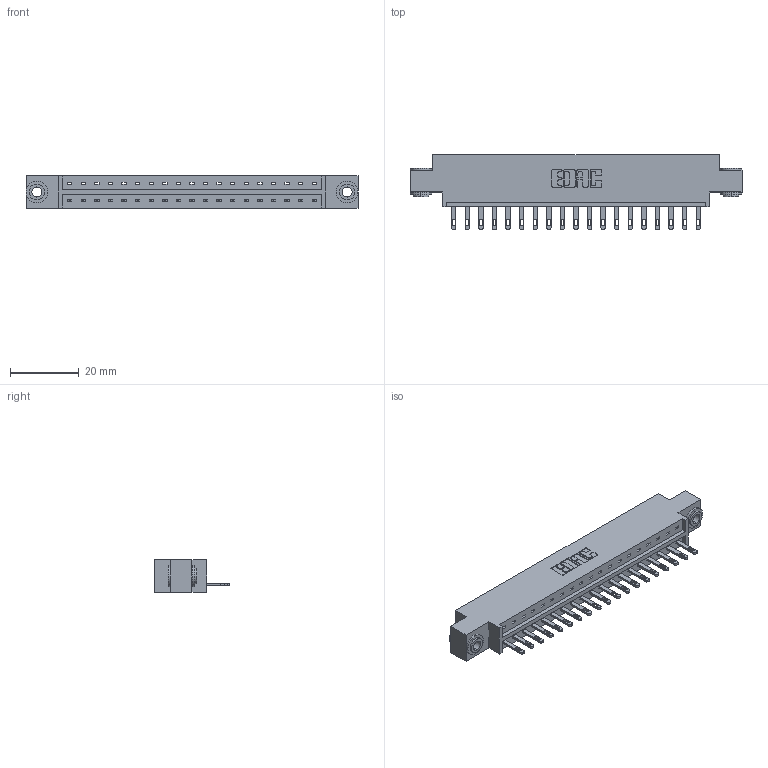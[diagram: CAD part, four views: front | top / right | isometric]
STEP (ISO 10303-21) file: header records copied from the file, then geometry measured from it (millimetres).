
FILE_DESCRIPTION (( 'STEP AP203' ), '1' );
FILE_NAME ('333-019-500-603.STEP', '2018-08-01T22:58:44', ( '' ), ( '' ), 'SwSTEP 2.0', 'SolidWorks 2016', '' );
FILE_SCHEMA (( 'CONFIG_CONTROL_DESIGN' ));
Length unit declared in the file: inch
Products named in the file (4): 333 Part_Offset - .156 Dia - TH; 345-292-001_345-293-100; 345-250-002_345-250-002-102; 333-019-500-603
Assembly tree (22 placements, depth 2):
  333-019-500-603
    333 Part_Offset - .156 Dia - TH
    345-292-001_345-293-100  x19
    345-250-002_345-250-002-102  x2
Bounding box: 96.82 x 21.85 x 9.4 mm (x, y, z)
Volume: 9348.9 mm3; surface area: 10436.5 mm2
Topology: 22 solids, 22 shells, 1182 faces, 3591 edges, 2390 vertices
Faces by surface type: plane 768, cylinder 406, cone 8
Entity records: 15302 total; most frequent: CARTESIAN_POINT 2622, ORIENTED_EDGE 2570, DIRECTION 2293, EDGE_CURVE 1285, VECTOR 1129, LINE 1129, VERTEX_POINT 854, AXIS2_PLACEMENT_3D 582
